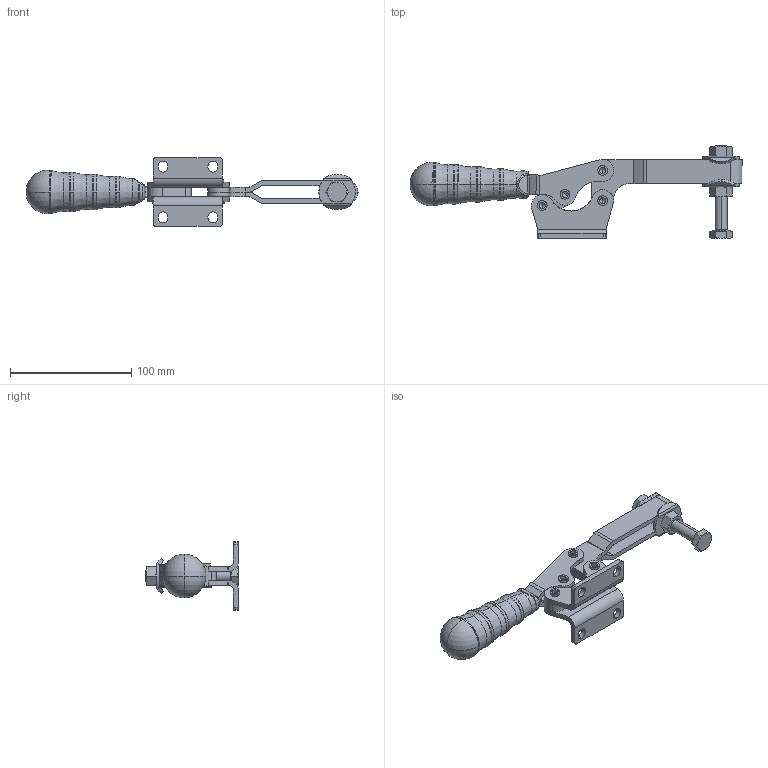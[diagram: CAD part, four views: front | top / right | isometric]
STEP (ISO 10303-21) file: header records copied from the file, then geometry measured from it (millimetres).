
FILE_DESCRIPTION((''),'2;1');
FILE_NAME('125.0.stp','2005-09-27T16:06:19',('Kysilko'),(''),'Autodesk Inventor 8','Autodesk Inventor 8','');
FILE_SCHEMA(('AUTOMOTIVE_DESIGN { 1 0 10303 214 1 1 1 1 }'));
Length unit declared in the file: millimetre
Products named in the file (1): Part24
Bounding box: 274.15 x 76.4 x 56.98 mm (x, y, z)
Volume: 137028.3 mm3; surface area: 53577.8 mm2
Topology: 1 solids, 3 shells, 1106 faces, 3592 edges, 2149 vertices
Faces by surface type: plane 392, cone 364, cylinder 184, bspline 144, sphere 14, torus 8
Entity records: 44251 total; most frequent: CARTESIAN_POINT 13652, ORIENTED_EDGE 7156, DIRECTION 6282, EDGE_CURVE 3578, AXIS2_PLACEMENT_3D 2403, VERTEX_POINT 2149, VECTOR 1476, LINE 1476
